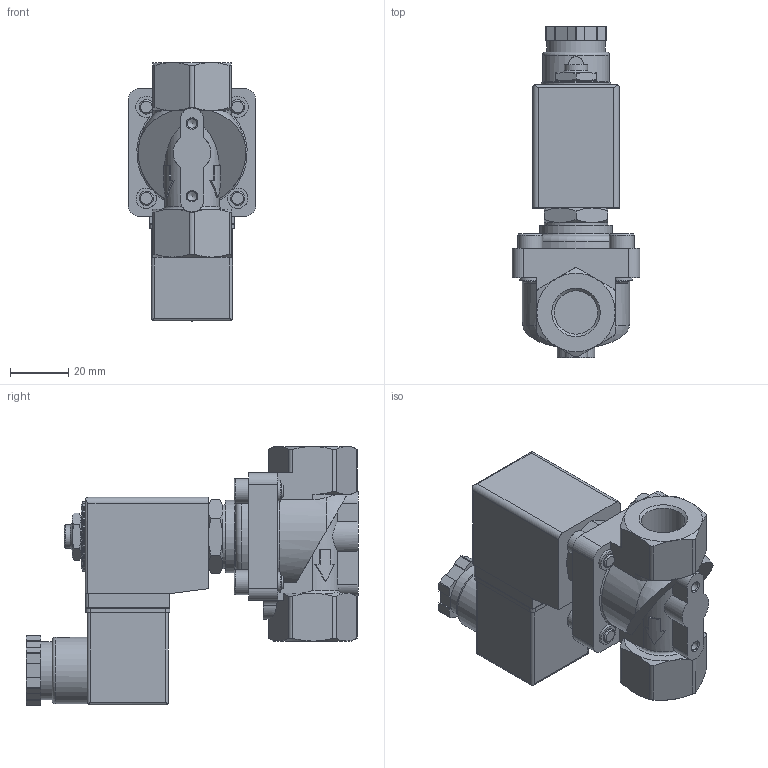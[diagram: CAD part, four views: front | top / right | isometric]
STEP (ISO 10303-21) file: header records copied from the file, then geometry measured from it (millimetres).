
FILE_DESCRIPTION(/* description */ ('STEP AP214'),/* implementation_level */ '2;1');
FILE_NAME(/* name */ '1492231_VZWF-B-L-M22C-G38-135-E-2AP4-10-R1',/* time_stamp */ '2024-09-18T07:28:34+02:00',/* author */ ('License CC BY-ND 4.0'),/* organization */ ('CADENAS'),/* preprocessor_version */ 'ST-DEVELOPER v19.3',/* originating_system */ 'PARTsolutions',/* authorisation */ ' ');
FILE_SCHEMA (('AUTOMOTIVE_DESIGN {1 0 10303 214 3 1 1}'));
Length unit declared in the file: millimetre
Products named in the file (4): 1492231 VZWF-B-L-M22C-G38-135-E-2AP4-10-R1; 1001800 VZWF-B-L-M22C-G38-135-E-2AP4-10-R1-G; 1002001 VACN-HP-A1-2A; 550067 MSSD-N---(0)
Assembly tree (3 placements, depth 2):
  1492231 VZWF-B-L-M22C-G38-135-E-2AP4-10-R1
    1001800 VZWF-B-L-M22C-G38-135-E-2AP4-10-R1-G
    1002001 VACN-HP-A1-2A
    550067 MSSD-N---(0)
Bounding box: 44 x 114.35 x 89.15 mm (x, y, z)
Volume: 145012.4 mm3; surface area: 37310.4 mm2
Topology: 3 solids, 3 shells, 503 faces, 1259 edges, 810 vertices
Faces by surface type: plane 316, cylinder 109, cone 62, torus 16
Full cylindrical faces by diameter (mm): 0.9 x2, 2.12 x1, 2.459 x1, 2.5 x1, 3 x2, 3.242 x2, 5 x3, 6.6 x1, 7 x4, 8 x1, 8.5 x5, 10 x1, 10.1 x1, 11 x1, 13.3 x1, 14.58 x1, 14.65 x1, 14.95 x2, 18 x1, 20 x1, 20.2 x2, 22 x2, 23 x1, 24 x1, 25 x1, 35 x1
Entity records: 16360 total; most frequent: CARTESIAN_POINT 2952, DIRECTION 2341, ORIENTED_EDGE 2340, EDGE_CURVE 1170, AXIS2_PLACEMENT_3D 806, VERTEX_POINT 794, LINE 729, VECTOR 729
